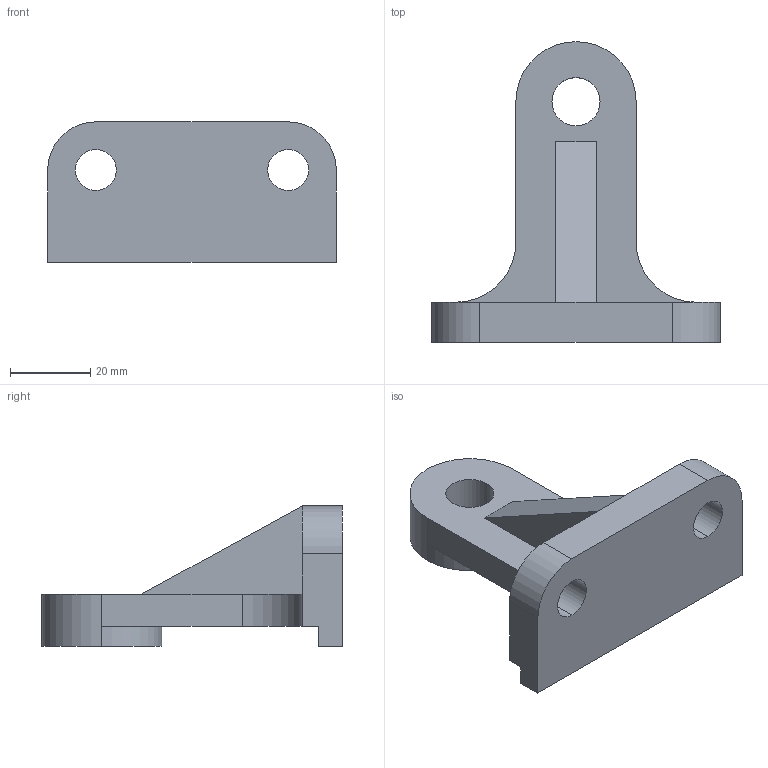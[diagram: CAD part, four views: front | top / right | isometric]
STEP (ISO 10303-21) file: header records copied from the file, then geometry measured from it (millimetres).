
FILE_DESCRIPTION (( 'STEP AP214' ), '1' );
FILE_NAME ('Part2. Bracket.STEP', '2025-02-20T15:02:13', ( '' ), ( '' ), 'SwSTEP 2.0', 'SolidWorks 2024', '' );
FILE_SCHEMA (( 'AUTOMOTIVE_DESIGN' ));
Length unit declared in the file: millimetre
Products named in the file (1): Part2. Bracket
Bounding box: 72 x 75 x 35 mm (x, y, z)
Volume: 43571.7 mm3; surface area: 13413 mm2
Topology: 1 solids, 1 shells, 28 faces, 74 edges, 48 vertices
Faces by surface type: plane 16, cylinder 12
Entity records: 905 total; most frequent: DIRECTION 156, CARTESIAN_POINT 151, ORIENTED_EDGE 148, EDGE_CURVE 74, AXIS2_PLACEMENT_3D 53, VECTOR 50, LINE 50, VERTEX_POINT 48
